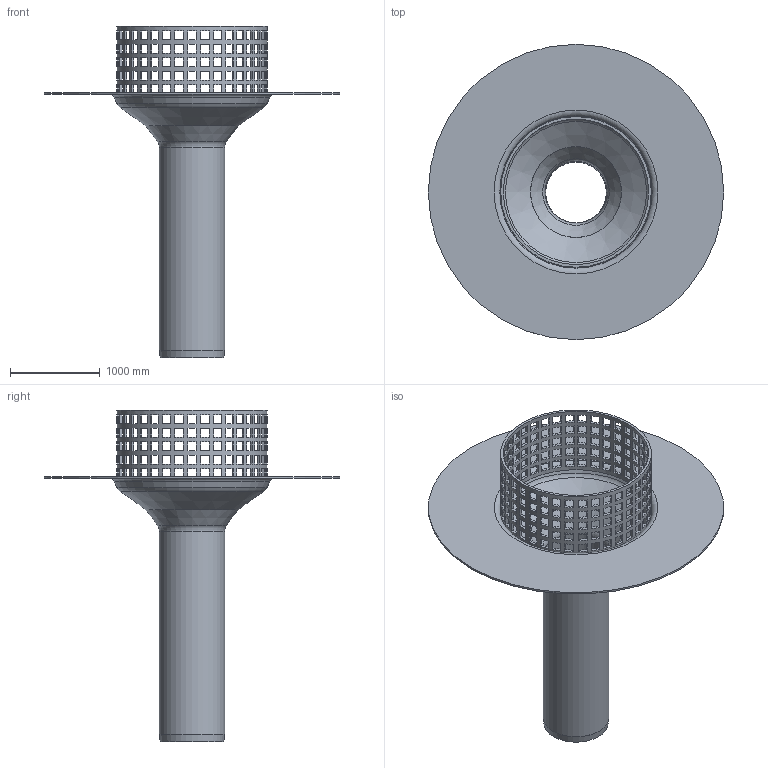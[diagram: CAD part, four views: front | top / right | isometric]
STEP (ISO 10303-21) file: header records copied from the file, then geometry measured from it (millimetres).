
FILE_DESCRIPTION(/* description */ (''),/* implementation_level */ '2;1');
FILE_NAME(/* name */ '01313.070X_3D.stp',/* time_stamp */ '2024-12-11T13:23:23+01:00',/* author */ ('CAD'),/* organization */ (''),/* preprocessor_version */ 'ST-DEVELOPER v20',/* originating_system */ 'AutoCAD Mechanical',/* authorisation */ '');
FILE_SCHEMA (('AUTOMOTIVE_DESIGN { 1 0 10303 214 3 1 1 }'));
Length unit declared in the file: centimetre
Products named in the file (2): Product; *S0
Assembly tree (1 placements, depth 2):
  Product
    *S0
Bounding box: 3300 x 3300 x 3700 mm (x, y, z)
Volume: 333728022 mm3; surface area: 36425922.9 mm2
Topology: 3 solids, 3 shells, 748 faces, 2257 edges, 1504 vertices
Faces by surface type: plane 724, cone 11, torus 8, cylinder 5
Full cylindrical faces by diameter (mm): 698 x1, 730 x1, 1625 x1, 1683 x1, 3300 x1
Entity records: 26361 total; most frequent: DIRECTION 4549, ORIENTED_EDGE 4512, CARTESIAN_POINT 4512, EDGE_CURVE 2256, AXIS2_PLACEMENT_3D 1541, VERTEX_POINT 1502, LINE 1467, VECTOR 1467
